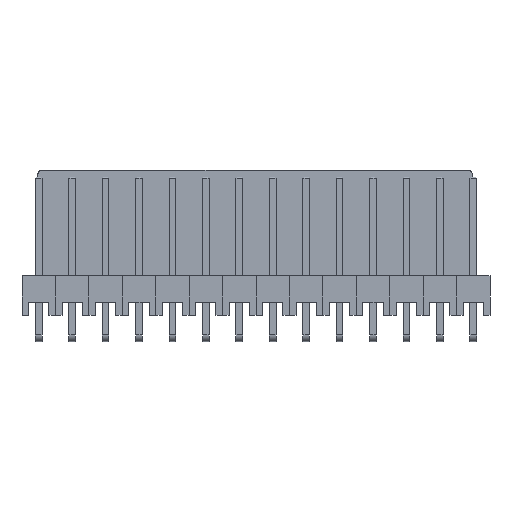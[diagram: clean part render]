
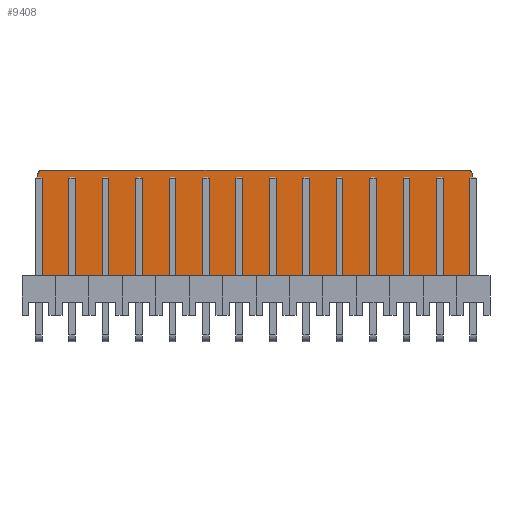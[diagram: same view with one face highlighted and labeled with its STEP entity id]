
A CAD part, front view. The second image highlights one B-rep face of the part: STEP entity #9408.
In plain terms, the highlighted face is planar.
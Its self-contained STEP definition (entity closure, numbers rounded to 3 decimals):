
#9058 = PLANE('',#9059);
#9059 = AXIS2_PLACEMENT_3D('',#9060,#9061,#9062);
#9060 = CARTESIAN_POINT('',(34.22,3.,0.));
#9061 = DIRECTION('',(-1.,0.,0.));
#9062 = DIRECTION('',(0.,1.,0.));
#9083 = VERTEX_POINT('',#9084);
#9084 = CARTESIAN_POINT('',(34.22,3.,1.));
#9098 = PLANE('',#9099);
#9099 = AXIS2_PLACEMENT_3D('',#9100,#9101,#9102);
#9100 = CARTESIAN_POINT('',(1.2,3.,0.));
#9101 = DIRECTION('',(0.,1.,0.));
#9102 = DIRECTION('',(1.,0.,0.));
#9110 = EDGE_CURVE('',#9083,#9111,#9113,.T.);
#9111 = VERTEX_POINT('',#9112);
#9112 = CARTESIAN_POINT('',(34.22,10.7,1.));
#9113 = SURFACE_CURVE('',#9114,(#9118,#9125),.PCURVE_S1.);
#9114 = LINE('',#9115,#9116);
#9115 = CARTESIAN_POINT('',(34.22,3.,1.));
#9116 = VECTOR('',#9117,1.);
#9117 = DIRECTION('',(0.,1.,0.));
#9118 = PCURVE('',#9058,#9119);
#9119 = DEFINITIONAL_REPRESENTATION('',(#9120),#9124);
#9120 = LINE('',#9121,#9122);
#9121 = CARTESIAN_POINT('',(0.,-1.));
#9122 = VECTOR('',#9123,1.);
#9123 = DIRECTION('',(1.,0.));
#9124 = ( GEOMETRIC_REPRESENTATION_CONTEXT(2) 
PARAMETRIC_REPRESENTATION_CONTEXT() REPRESENTATION_CONTEXT('2D SPACE',''
  ) );
#9125 = PCURVE('',#9126,#9131);
#9126 = PLANE('',#9127);
#9127 = AXIS2_PLACEMENT_3D('',#9128,#9129,#9130);
#9128 = CARTESIAN_POINT('',(34.22,3.,1.));
#9129 = DIRECTION('',(0.,0.,-1.));
#9130 = DIRECTION('',(0.,1.,0.));
#9131 = DEFINITIONAL_REPRESENTATION('',(#9132),#9136);
#9132 = LINE('',#9133,#9134);
#9133 = CARTESIAN_POINT('',(0.,0.));
#9134 = VECTOR('',#9135,1.);
#9135 = DIRECTION('',(1.,0.));
#9136 = ( GEOMETRIC_REPRESENTATION_CONTEXT(2) 
PARAMETRIC_REPRESENTATION_CONTEXT() REPRESENTATION_CONTEXT('2D SPACE',''
  ) );
#9152 = CYLINDRICAL_SURFACE('',#9153,0.3);
#9153 = AXIS2_PLACEMENT_3D('',#9154,#9155,#9156);
#9154 = CARTESIAN_POINT('',(33.92,10.7,0.));
#9155 = DIRECTION('',(0.,0.,1.));
#9156 = DIRECTION('',(1.,0.,-0.));
#9207 = PLANE('',#9208);
#9208 = AXIS2_PLACEMENT_3D('',#9209,#9210,#9211);
#9209 = CARTESIAN_POINT('',(1.2,11.,0.));
#9210 = DIRECTION('',(1.,0.,0.));
#9211 = DIRECTION('',(0.,-1.,0.));
#9240 = CYLINDRICAL_SURFACE('',#9241,0.3);
#9241 = AXIS2_PLACEMENT_3D('',#9242,#9243,#9244);
#9242 = CARTESIAN_POINT('',(1.5,10.7,0.));
#9243 = DIRECTION('',(0.,0.,1.));
#9244 = DIRECTION('',(-0.,1.,0.));
#9268 = PLANE('',#9269);
#9269 = AXIS2_PLACEMENT_3D('',#9270,#9271,#9272);
#9270 = CARTESIAN_POINT('',(34.22,11.,0.));
#9271 = DIRECTION('',(0.,-1.,0.));
#9272 = DIRECTION('',(-1.,0.,0.));
#9311 = VERTEX_POINT('',#9312);
#9312 = CARTESIAN_POINT('',(33.92,11.,1.));
#9333 = EDGE_CURVE('',#9111,#9311,#9334,.T.);
#9334 = SURFACE_CURVE('',#9335,(#9340,#9347),.PCURVE_S1.);
#9335 = CIRCLE('',#9336,0.3);
#9336 = AXIS2_PLACEMENT_3D('',#9337,#9338,#9339);
#9337 = CARTESIAN_POINT('',(33.92,10.7,1.));
#9338 = DIRECTION('',(0.,0.,1.));
#9339 = DIRECTION('',(0.,-1.,0.));
#9340 = PCURVE('',#9152,#9341);
#9341 = DEFINITIONAL_REPRESENTATION('',(#9342),#9346);
#9342 = LINE('',#9343,#9344);
#9343 = CARTESIAN_POINT('',(-1.571,1.));
#9344 = VECTOR('',#9345,1.);
#9345 = DIRECTION('',(1.,0.));
#9346 = ( GEOMETRIC_REPRESENTATION_CONTEXT(2) 
PARAMETRIC_REPRESENTATION_CONTEXT() REPRESENTATION_CONTEXT('2D SPACE',''
  ) );
#9347 = PCURVE('',#9126,#9348);
#9348 = DEFINITIONAL_REPRESENTATION('',(#9349),#9357);
#9349 = ( BOUNDED_CURVE() B_SPLINE_CURVE(2,(#9350,#9351,#9352,#9353,
#9354,#9355,#9356),.UNSPECIFIED.,.F.,.F.) B_SPLINE_CURVE_WITH_KNOTS((1,2
    ,2,2,2,1),(-2.094,0.,2.094,4.189,
6.283,8.378),.UNSPECIFIED.) CURVE() 
GEOMETRIC_REPRESENTATION_ITEM() RATIONAL_B_SPLINE_CURVE((1.,0.5,1.,0.5,
1.,0.5,1.)) REPRESENTATION_ITEM('') );
#9350 = CARTESIAN_POINT('',(7.4,-0.3));
#9351 = CARTESIAN_POINT('',(7.4,0.22));
#9352 = CARTESIAN_POINT('',(7.85,-0.04));
#9353 = CARTESIAN_POINT('',(8.3,-0.3));
#9354 = CARTESIAN_POINT('',(7.85,-0.56));
#9355 = CARTESIAN_POINT('',(7.4,-0.82));
#9356 = CARTESIAN_POINT('',(7.4,-0.3));
#9357 = ( GEOMETRIC_REPRESENTATION_CONTEXT(2) 
PARAMETRIC_REPRESENTATION_CONTEXT() REPRESENTATION_CONTEXT('2D SPACE',''
  ) );
#9364 = VERTEX_POINT('',#9365);
#9365 = CARTESIAN_POINT('',(1.2,3.,1.));
#9386 = EDGE_CURVE('',#9364,#9083,#9387,.T.);
#9387 = SURFACE_CURVE('',#9388,(#9392,#9399),.PCURVE_S1.);
#9388 = LINE('',#9389,#9390);
#9389 = CARTESIAN_POINT('',(1.2,3.,1.));
#9390 = VECTOR('',#9391,1.);
#9391 = DIRECTION('',(1.,0.,0.));
#9392 = PCURVE('',#9098,#9393);
#9393 = DEFINITIONAL_REPRESENTATION('',(#9394),#9398);
#9394 = LINE('',#9395,#9396);
#9395 = CARTESIAN_POINT('',(0.,-1.));
#9396 = VECTOR('',#9397,1.);
#9397 = DIRECTION('',(1.,0.));
#9398 = ( GEOMETRIC_REPRESENTATION_CONTEXT(2) 
PARAMETRIC_REPRESENTATION_CONTEXT() REPRESENTATION_CONTEXT('2D SPACE',''
  ) );
#9399 = PCURVE('',#9126,#9400);
#9400 = DEFINITIONAL_REPRESENTATION('',(#9401),#9405);
#9401 = LINE('',#9402,#9403);
#9402 = CARTESIAN_POINT('',(0.,-33.02));
#9403 = VECTOR('',#9404,1.);
#9404 = DIRECTION('',(0.,1.));
#9405 = ( GEOMETRIC_REPRESENTATION_CONTEXT(2) 
PARAMETRIC_REPRESENTATION_CONTEXT() REPRESENTATION_CONTEXT('2D SPACE',''
  ) );
#9408 = ADVANCED_FACE('',(#9409),#9126,.F.);
#9409 = FACE_BOUND('',#9410,.F.);
#9410 = EDGE_LOOP('',(#9411,#9412,#9413,#9436,#9464,#9485));
#9411 = ORIENTED_EDGE('',*,*,#9110,.F.);
#9412 = ORIENTED_EDGE('',*,*,#9386,.F.);
#9413 = ORIENTED_EDGE('',*,*,#9414,.F.);
#9414 = EDGE_CURVE('',#9415,#9364,#9417,.T.);
#9415 = VERTEX_POINT('',#9416);
#9416 = CARTESIAN_POINT('',(1.2,10.7,1.));
#9417 = SURFACE_CURVE('',#9418,(#9422,#9429),.PCURVE_S1.);
#9418 = LINE('',#9419,#9420);
#9419 = CARTESIAN_POINT('',(1.2,11.,1.));
#9420 = VECTOR('',#9421,1.);
#9421 = DIRECTION('',(0.,-1.,0.));
#9422 = PCURVE('',#9126,#9423);
#9423 = DEFINITIONAL_REPRESENTATION('',(#9424),#9428);
#9424 = LINE('',#9425,#9426);
#9425 = CARTESIAN_POINT('',(8.,-33.02));
#9426 = VECTOR('',#9427,1.);
#9427 = DIRECTION('',(-1.,0.));
#9428 = ( GEOMETRIC_REPRESENTATION_CONTEXT(2) 
PARAMETRIC_REPRESENTATION_CONTEXT() REPRESENTATION_CONTEXT('2D SPACE',''
  ) );
#9429 = PCURVE('',#9207,#9430);
#9430 = DEFINITIONAL_REPRESENTATION('',(#9431),#9435);
#9431 = LINE('',#9432,#9433);
#9432 = CARTESIAN_POINT('',(0.,-1.));
#9433 = VECTOR('',#9434,1.);
#9434 = DIRECTION('',(1.,0.));
#9435 = ( GEOMETRIC_REPRESENTATION_CONTEXT(2) 
PARAMETRIC_REPRESENTATION_CONTEXT() REPRESENTATION_CONTEXT('2D SPACE',''
  ) );
#9436 = ORIENTED_EDGE('',*,*,#9437,.F.);
#9437 = EDGE_CURVE('',#9438,#9415,#9440,.T.);
#9438 = VERTEX_POINT('',#9439);
#9439 = CARTESIAN_POINT('',(1.5,11.,1.));
#9440 = SURFACE_CURVE('',#9441,(#9446,#9457),.PCURVE_S1.);
#9441 = CIRCLE('',#9442,0.3);
#9442 = AXIS2_PLACEMENT_3D('',#9443,#9444,#9445);
#9443 = CARTESIAN_POINT('',(1.5,10.7,1.));
#9444 = DIRECTION('',(0.,0.,1.));
#9445 = DIRECTION('',(0.,-1.,0.));
#9446 = PCURVE('',#9126,#9447);
#9447 = DEFINITIONAL_REPRESENTATION('',(#9448),#9456);
#9448 = ( BOUNDED_CURVE() B_SPLINE_CURVE(2,(#9449,#9450,#9451,#9452,
#9453,#9454,#9455),.UNSPECIFIED.,.F.,.F.) B_SPLINE_CURVE_WITH_KNOTS((1,2
    ,2,2,2,1),(-2.094,0.,2.094,4.189,
6.283,8.378),.UNSPECIFIED.) CURVE() 
GEOMETRIC_REPRESENTATION_ITEM() RATIONAL_B_SPLINE_CURVE((1.,0.5,1.,0.5,
1.,0.5,1.)) REPRESENTATION_ITEM('') );
#9449 = CARTESIAN_POINT('',(7.4,-32.72));
#9450 = CARTESIAN_POINT('',(7.4,-32.2));
#9451 = CARTESIAN_POINT('',(7.85,-32.46));
#9452 = CARTESIAN_POINT('',(8.3,-32.72));
#9453 = CARTESIAN_POINT('',(7.85,-32.98));
#9454 = CARTESIAN_POINT('',(7.4,-33.24));
#9455 = CARTESIAN_POINT('',(7.4,-32.72));
#9456 = ( GEOMETRIC_REPRESENTATION_CONTEXT(2) 
PARAMETRIC_REPRESENTATION_CONTEXT() REPRESENTATION_CONTEXT('2D SPACE',''
  ) );
#9457 = PCURVE('',#9240,#9458);
#9458 = DEFINITIONAL_REPRESENTATION('',(#9459),#9463);
#9459 = LINE('',#9460,#9461);
#9460 = CARTESIAN_POINT('',(-3.142,1.));
#9461 = VECTOR('',#9462,1.);
#9462 = DIRECTION('',(1.,0.));
#9463 = ( GEOMETRIC_REPRESENTATION_CONTEXT(2) 
PARAMETRIC_REPRESENTATION_CONTEXT() REPRESENTATION_CONTEXT('2D SPACE',''
  ) );
#9464 = ORIENTED_EDGE('',*,*,#9465,.F.);
#9465 = EDGE_CURVE('',#9311,#9438,#9466,.T.);
#9466 = SURFACE_CURVE('',#9467,(#9471,#9478),.PCURVE_S1.);
#9467 = LINE('',#9468,#9469);
#9468 = CARTESIAN_POINT('',(34.22,11.,1.));
#9469 = VECTOR('',#9470,1.);
#9470 = DIRECTION('',(-1.,0.,0.));
#9471 = PCURVE('',#9126,#9472);
#9472 = DEFINITIONAL_REPRESENTATION('',(#9473),#9477);
#9473 = LINE('',#9474,#9475);
#9474 = CARTESIAN_POINT('',(8.,0.));
#9475 = VECTOR('',#9476,1.);
#9476 = DIRECTION('',(0.,-1.));
#9477 = ( GEOMETRIC_REPRESENTATION_CONTEXT(2) 
PARAMETRIC_REPRESENTATION_CONTEXT() REPRESENTATION_CONTEXT('2D SPACE',''
  ) );
#9478 = PCURVE('',#9268,#9479);
#9479 = DEFINITIONAL_REPRESENTATION('',(#9480),#9484);
#9480 = LINE('',#9481,#9482);
#9481 = CARTESIAN_POINT('',(0.,-1.));
#9482 = VECTOR('',#9483,1.);
#9483 = DIRECTION('',(1.,0.));
#9484 = ( GEOMETRIC_REPRESENTATION_CONTEXT(2) 
PARAMETRIC_REPRESENTATION_CONTEXT() REPRESENTATION_CONTEXT('2D SPACE',''
  ) );
#9485 = ORIENTED_EDGE('',*,*,#9333,.F.);
